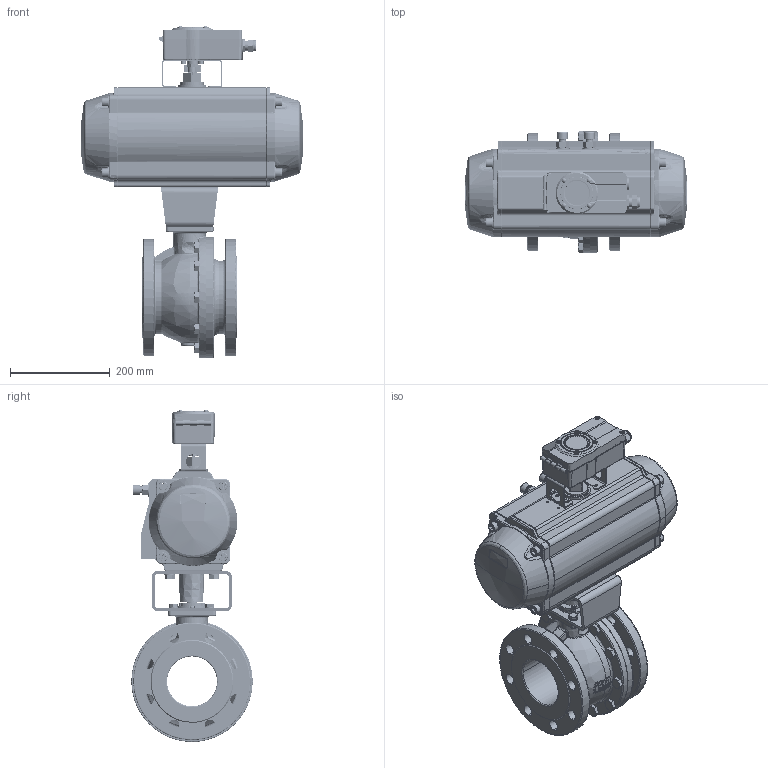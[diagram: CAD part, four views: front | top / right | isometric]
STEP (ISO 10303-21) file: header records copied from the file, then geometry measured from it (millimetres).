
FILE_DESCRIPTION (('STEP'), '1');
FILE_NAME ('NFA16-09-0804-6-160-IJ.stp', '2025-06-05T11:14:56', ('Unknown'), ('Unknown'), 'HarmonyWare STEP v2.1.9', 'HarmonyWare Translators', '');
FILE_SCHEMA (('CONFIG_CONTROL_DESIGN'));
Length unit declared in the file: millimetre
Products named in the file (31): Konsole; Antrieb 6-160; Rotech Konsole; Box; Volumenkörper1
Assembly tree (30 placements, depth 2):
  (unnamed)
    Konsole
    Konsole
    Antrieb 6-160
    Rotech Konsole
    Rotech Konsole
    Rotech Konsole
    Rotech Konsole
    Rotech Konsole
    Rotech Konsole
    Rotech Konsole
    Rotech Konsole
    Box
    Box
    Box
    Box
    Box
    Box
    Box
    Box
    Box
    Box
    Box
    Box
    Box
    Box
    Box
    Box
    Box
    Box
    Volumenkörper1
Bounding box: 446.52 x 244.25 x 665.16 mm (x, y, z)
Volume: 10865860.5 mm3; surface area: 1420739.1 mm2
Topology: 30 solids, 63 shells, 3425 faces, 8849 edges, 5701 vertices
Faces by surface type: bspline 3425
Entity records: 172879 total; most frequent: CARTESIAN_POINT 96766, ORIENTED_EDGE 17596, EDGE_CURVE 8801, VERTEX_POINT 5733, B_SPLINE_CURVE_WITH_KNOTS 4985, EDGE_LOOP 3808, FACE_OUTER_BOUND 3421, ADVANCED_FACE 3421
